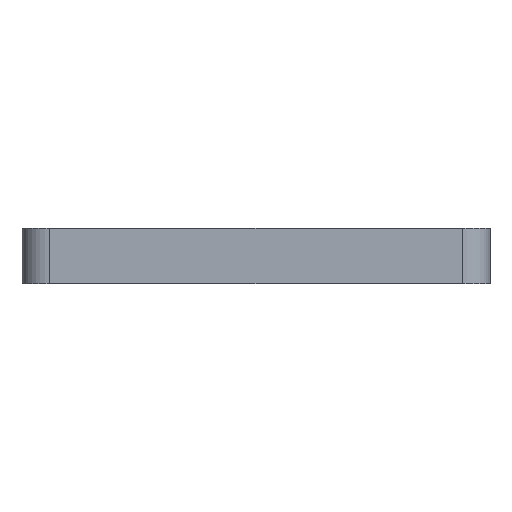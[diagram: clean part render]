
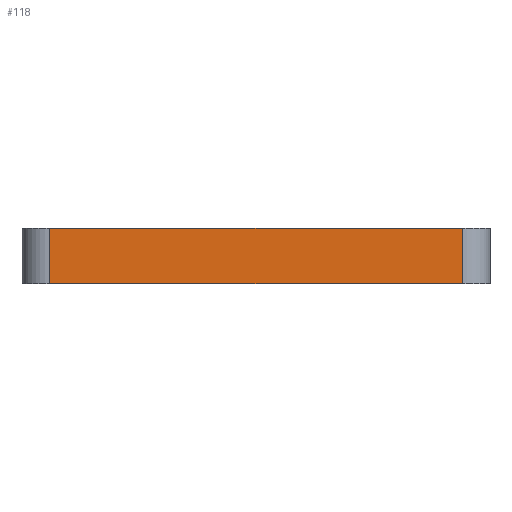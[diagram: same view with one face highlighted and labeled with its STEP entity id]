
A CAD part, front view. The second image highlights one B-rep face of the part: STEP entity #118.
In plain terms, the highlighted planar face has unit normal (0, -1, 0).
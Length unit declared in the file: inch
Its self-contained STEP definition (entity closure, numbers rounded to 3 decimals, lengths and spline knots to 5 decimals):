
#51 = DIRECTION ( 'NONE',  ( 0., 0., 1. ) ) ;
#103 = DIRECTION ( 'NONE',  ( 0., 0., -1. ) ) ;
#118 = ADVANCED_FACE ( 'NONE', ( #833 ), #974, .F. ) ;
#128 = DIRECTION ( 'NONE',  ( 0., 0., 1. ) ) ;
#344 = VECTOR ( 'NONE', #51, 39.37008 ) ;
#351 = LINE ( 'NONE', #1605, #957 ) ;
#367 = DIRECTION ( 'NONE',  ( -1., 0., 0. ) ) ;
#379 = LINE ( 'NONE', #1622, #544 ) ;
#431 = EDGE_LOOP ( 'NONE', ( #682, #1422, #818, #865 ) ) ;
#435 = EDGE_CURVE ( 'NONE', #948, #1133, #641, .T. ) ;
#496 = DIRECTION ( 'NONE',  ( -1., 0., 0. ) ) ;
#544 = VECTOR ( 'NONE', #496, 39.37008 ) ;
#580 = CARTESIAN_POINT ( 'NONE',  ( 0.88428, -0.64624, 0. ) ) ;
#586 = VERTEX_POINT ( 'NONE', #839 ) ;
#641 = LINE ( 'NONE', #786, #934 ) ;
#648 = LINE ( 'NONE', #1176, #344 ) ;
#680 = CARTESIAN_POINT ( 'NONE',  ( -1.00239, -0.64624, -1.29921 ) ) ;
#682 = ORIENTED_EDGE ( 'NONE', *, *, #435, .F. ) ;
#718 = EDGE_CURVE ( 'NONE', #948, #586, #648, .T. ) ;
#786 = CARTESIAN_POINT ( 'NONE',  ( 0., -0.64624, 0. ) ) ;
#818 = ORIENTED_EDGE ( 'NONE', *, *, #1538, .T. ) ;
#833 = FACE_OUTER_BOUND ( 'NONE', #431, .T. ) ;
#839 = CARTESIAN_POINT ( 'NONE',  ( 0.88428, -0.64624, 0.23622 ) ) ;
#865 = ORIENTED_EDGE ( 'NONE', *, *, #1118, .T. ) ;
#918 = CARTESIAN_POINT ( 'NONE',  ( -0.88428, -0.64624, 0. ) ) ;
#934 = VECTOR ( 'NONE', #367, 39.37008 ) ;
#948 = VERTEX_POINT ( 'NONE', #580 ) ;
#957 = VECTOR ( 'NONE', #103, 39.37008 ) ;
#974 = PLANE ( 'NONE',  #1637 ) ;
#1118 = EDGE_CURVE ( 'NONE', #1359, #1133, #351, .T. ) ;
#1133 = VERTEX_POINT ( 'NONE', #918 ) ;
#1176 = CARTESIAN_POINT ( 'NONE',  ( 0.88428, -0.64624, 0.23622 ) ) ;
#1359 = VERTEX_POINT ( 'NONE', #1711 ) ;
#1422 = ORIENTED_EDGE ( 'NONE', *, *, #718, .T. ) ;
#1507 = DIRECTION ( 'NONE',  ( 0., 1., 0. ) ) ;
#1538 = EDGE_CURVE ( 'NONE', #586, #1359, #379, .T. ) ;
#1605 = CARTESIAN_POINT ( 'NONE',  ( -0.88428, -0.64624, -1.29921 ) ) ;
#1622 = CARTESIAN_POINT ( 'NONE',  ( -1.00239, -0.64624, 0.23622 ) ) ;
#1637 = AXIS2_PLACEMENT_3D ( 'NONE', #680, #1507, #128 ) ;
#1711 = CARTESIAN_POINT ( 'NONE',  ( -0.88428, -0.64624, 0.23622 ) ) ;
